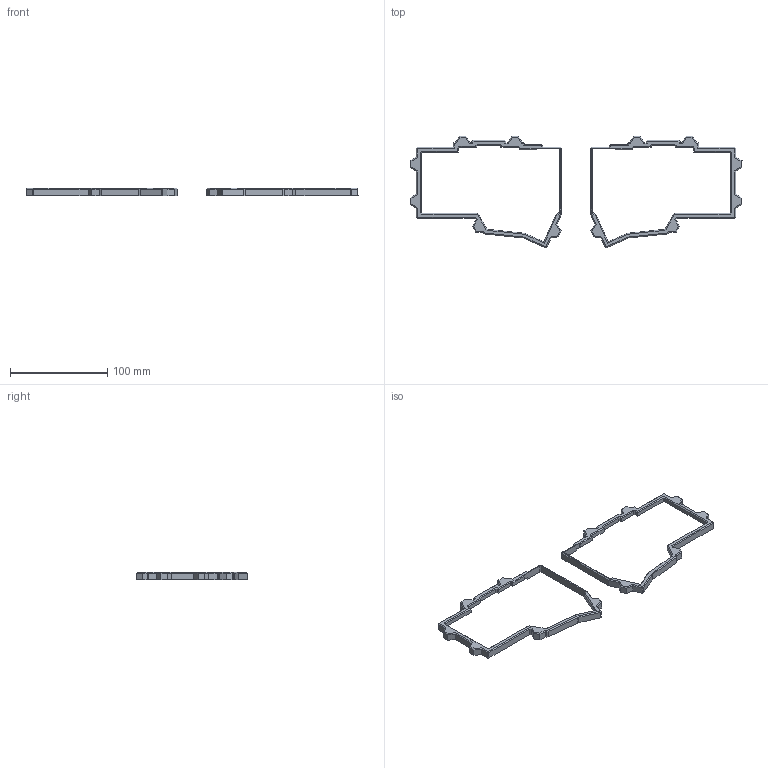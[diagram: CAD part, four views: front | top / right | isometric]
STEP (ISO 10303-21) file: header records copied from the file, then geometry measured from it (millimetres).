
FILE_DESCRIPTION(/* description */ ('KiCad electronic assembly'),/* implementation_level */ '2;1');
FILE_NAME(/* name */ ' both top case parts step.step',/* time_stamp */ '2025-09-28T15:37:45+02:00',/* author */ (''),/* organization */ (''),/* preprocessor_version */ 'ST-DEVELOPER v20.1',/* originating_system */ 'Autodesk Translation Framework v14.17.0.0',/* authorisation */ '');
FILE_SCHEMA (('AUTOMOTIVE_DESIGN { 1 0 10303 214 3 1 1 }'));
Length unit declared in the file: millimetre
Products named in the file (3): 3x6-plate-top-cherrymx 1; top case; top case_1
Assembly tree (2 placements, depth 2):
  3x6-plate-top-cherrymx 1
    top case
    top case_1
Bounding box: 341.4 x 114.7 x 7.8 mm (x, y, z)
Volume: 31647.7 mm3; surface area: 24843.7 mm2
Topology: 2 solids, 2 shells, 382 faces, 956 edges, 590 vertices
Faces by surface type: plane 370, cylinder 12
Full cylindrical faces by diameter (mm): 3.1 x12
Entity records: 11088 total; most frequent: CARTESIAN_POINT 1933, ORIENTED_EDGE 1912, DIRECTION 1754, EDGE_CURVE 956, LINE 932, VECTOR 932, VERTEX_POINT 590, AXIS2_PLACEMENT_3D 411
